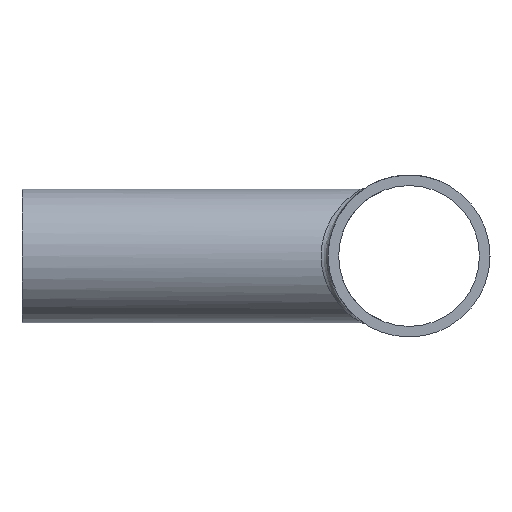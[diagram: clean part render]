
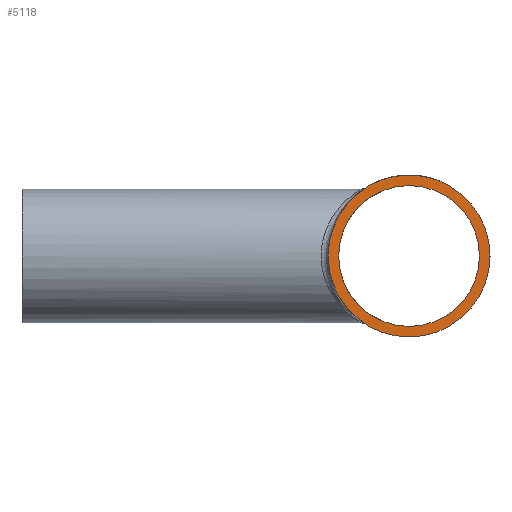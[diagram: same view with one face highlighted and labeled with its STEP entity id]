
A CAD part, left-side view. The second image highlights one B-rep face of the part: STEP entity #5118.
In plain terms, the highlighted planar face has unit normal (-1, 0, 0).
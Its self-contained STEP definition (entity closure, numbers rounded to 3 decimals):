
#255 = CIRCLE ( 'NONE', #4384, 10. ) ;
#425 = PLANE ( 'NONE',  #13330 ) ;
#1028 = CARTESIAN_POINT ( 'NONE',  ( -55., 0., 0. ) ) ;
#1578 = EDGE_CURVE ( 'NONE', #13359, #13359, #255, .T. ) ;
#2919 = EDGE_LOOP ( 'NONE', ( #2954 ) ) ;
#2954 = ORIENTED_EDGE ( 'NONE', *, *, #1578, .F. ) ;
#3557 = CARTESIAN_POINT ( 'NONE',  ( -55., 0., 0. ) ) ;
#4384 = AXIS2_PLACEMENT_3D ( 'NONE', #3557, #12151, #4938 ) ;
#4854 = VERTEX_POINT ( 'NONE', #11097 ) ;
#4938 = DIRECTION ( 'NONE',  ( 0., 0., 1. ) ) ;
#5118 = ADVANCED_FACE ( 'NONE', ( #13798, #11207 ), #425, .T. ) ;
#5743 = DIRECTION ( 'NONE',  ( 0., 0., 1. ) ) ;
#6940 = AXIS2_PLACEMENT_3D ( 'NONE', #1028, #15703, #5743 ) ;
#8619 = EDGE_CURVE ( 'NONE', #4854, #4854, #13405, .T. ) ;
#10790 = EDGE_LOOP ( 'NONE', ( #12623 ) ) ;
#11097 = CARTESIAN_POINT ( 'NONE',  ( -55., 0., 11.5 ) ) ;
#11207 = FACE_OUTER_BOUND ( 'NONE', #10790, .T. ) ;
#11526 = DIRECTION ( 'NONE',  ( 0., 0., 1. ) ) ;
#12151 = DIRECTION ( 'NONE',  ( -1., 0., 0. ) ) ;
#12311 = CARTESIAN_POINT ( 'NONE',  ( -55., 0., 10. ) ) ;
#12623 = ORIENTED_EDGE ( 'NONE', *, *, #8619, .T. ) ;
#13330 = AXIS2_PLACEMENT_3D ( 'NONE', #15093, #14929, #11526 ) ;
#13359 = VERTEX_POINT ( 'NONE', #12311 ) ;
#13405 = CIRCLE ( 'NONE', #6940, 11.5 ) ;
#13798 = FACE_BOUND ( 'NONE', #2919, .T. ) ;
#14929 = DIRECTION ( 'NONE',  ( -1., 0., 0. ) ) ;
#15093 = CARTESIAN_POINT ( 'NONE',  ( -55., 0., 0. ) ) ;
#15703 = DIRECTION ( 'NONE',  ( -1., 0., 0. ) ) ;
